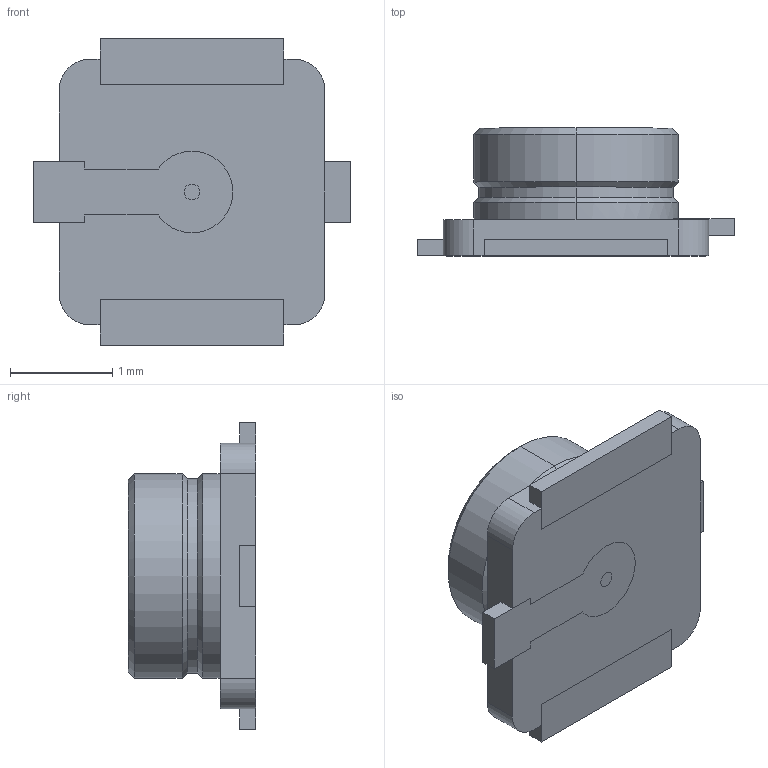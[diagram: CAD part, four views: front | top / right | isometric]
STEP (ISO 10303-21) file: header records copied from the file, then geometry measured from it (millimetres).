
FILE_DESCRIPTION (( 'STEP AP214' ), '1' );
FILE_NAME ('U.FL-R-SMT(10).STEP', '2019-06-02T21:35:48', ( '' ), ( '' ), 'SwSTEP 2.0', 'SolidWorks 2017', '' );
FILE_SCHEMA (( 'AUTOMOTIVE_DESIGN' ));
Length unit declared in the file: millimetre
Products named in the file (1): U.FL-R-SMT(10)
Bounding box: 3.1 x 1.25 x 3 mm (x, y, z)
Volume: 3.5 mm3; surface area: 41 mm2
Topology: 6 solids, 6 shells, 101 faces, 251 edges, 163 vertices
Faces by surface type: plane 62, cylinder 31, cone 6, sphere 2
Entity records: 3048 total; most frequent: DIRECTION 519, CARTESIAN_POINT 510, ORIENTED_EDGE 494, EDGE_CURVE 247, LINE 179, VECTOR 179, AXIS2_PLACEMENT_3D 170, VERTEX_POINT 161
